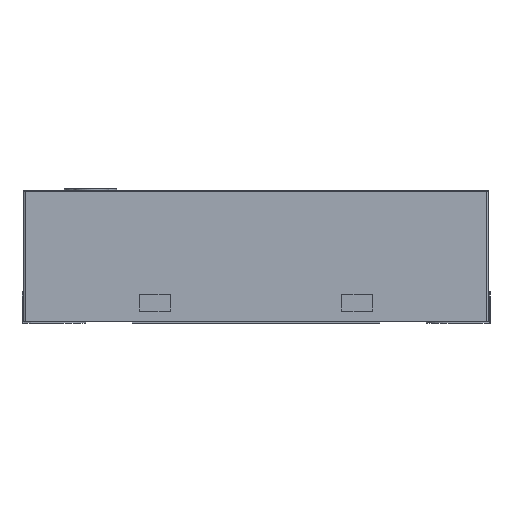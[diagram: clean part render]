
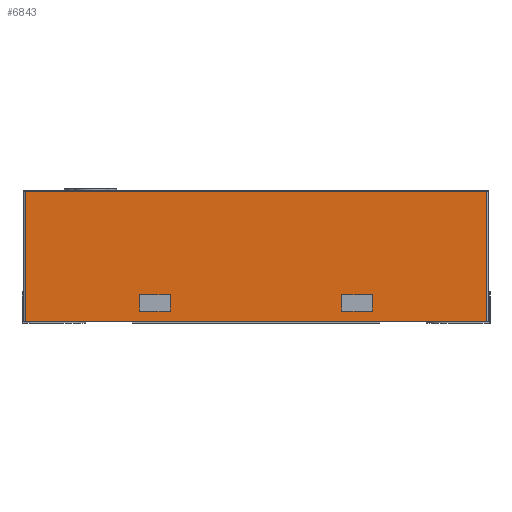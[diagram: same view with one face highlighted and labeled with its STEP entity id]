
A CAD part, left-side view. The second image highlights one B-rep face of the part: STEP entity #6843.
In plain terms, the highlighted planar face has unit normal (-1, 0, 0).
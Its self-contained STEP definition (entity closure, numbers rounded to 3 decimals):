
#448 = ORIENTED_EDGE ( 'NONE', *, *, #3052, .T. ) ;
#506 = CARTESIAN_POINT ( 'NONE',  ( -2.25, 0.751, 0.07 ) ) ;
#769 = EDGE_CURVE ( 'NONE', #13347, #13728, #3796, .T. ) ;
#825 = VECTOR ( 'NONE', #12690, 1000. ) ;
#887 = EDGE_LOOP ( 'NONE', ( #10844, #1331, #448, #13171 ) ) ;
#1061 = VERTEX_POINT ( 'NONE', #12423 ) ;
#1331 = ORIENTED_EDGE ( 'NONE', *, *, #12630, .T. ) ;
#1404 = DIRECTION ( 'NONE',  ( 0., 1., 0. ) ) ;
#2116 = CARTESIAN_POINT ( 'NONE',  ( -2.25, 1.49, 0.85 ) ) ;
#2163 = VERTEX_POINT ( 'NONE', #11252 ) ;
#2365 = VERTEX_POINT ( 'NONE', #22773 ) ;
#2578 = CARTESIAN_POINT ( 'NONE',  ( -2.25, 0.553, 0.07 ) ) ;
#2761 = ORIENTED_EDGE ( 'NONE', *, *, #21046, .T. ) ;
#3052 = EDGE_CURVE ( 'NONE', #2365, #2163, #21969, .T. ) ;
#3400 = EDGE_CURVE ( 'NONE', #13728, #20094, #11154, .T. ) ;
#3460 = EDGE_CURVE ( 'NONE', #7703, #8875, #16625, .T. ) ;
#3786 = ORIENTED_EDGE ( 'NONE', *, *, #16288, .T. ) ;
#3796 = LINE ( 'NONE', #17822, #825 ) ;
#4674 = CARTESIAN_POINT ( 'NONE',  ( -2.25, 1.5, 0.85 ) ) ;
#5312 = DIRECTION ( 'NONE',  ( 0., -1., 0. ) ) ;
#6070 = FACE_BOUND ( 'NONE', #11623, .T. ) ;
#6255 = LINE ( 'NONE', #20413, #18608 ) ;
#6273 = AXIS2_PLACEMENT_3D ( 'NONE', #4674, #11735, #18831 ) ;
#6428 = EDGE_CURVE ( 'NONE', #8875, #15764, #14000, .T. ) ;
#6594 = ORIENTED_EDGE ( 'NONE', *, *, #3400, .T. ) ;
#6607 = VECTOR ( 'NONE', #7469, 1000. ) ;
#6843 = ADVANCED_FACE ( 'NONE', ( #11622, #6070, #9651 ), #9896, .F. ) ;
#6872 = VECTOR ( 'NONE', #9090, 1000. ) ;
#6902 = CARTESIAN_POINT ( 'NONE',  ( -2.25, -0.751, 0.175 ) ) ;
#7350 = LINE ( 'NONE', #7805, #6607 ) ;
#7469 = DIRECTION ( 'NONE',  ( 0., -1., 0. ) ) ;
#7703 = VERTEX_POINT ( 'NONE', #506 ) ;
#7805 = CARTESIAN_POINT ( 'NONE',  ( -2.25, -0.751, 0.175 ) ) ;
#7883 = DIRECTION ( 'NONE',  ( 0., 0., -1. ) ) ;
#8082 = LINE ( 'NONE', #15150, #12533 ) ;
#8242 = EDGE_CURVE ( 'NONE', #2163, #1061, #19624, .T. ) ;
#8458 = CARTESIAN_POINT ( 'NONE',  ( -2.25, 0.751, 0.175 ) ) ;
#8510 = ORIENTED_EDGE ( 'NONE', *, *, #19595, .T. ) ;
#8716 = LINE ( 'NONE', #14178, #14627 ) ;
#8755 = EDGE_CURVE ( 'NONE', #15764, #14901, #22227, .T. ) ;
#8875 = VERTEX_POINT ( 'NONE', #8458 ) ;
#9029 = LINE ( 'NONE', #2116, #15593 ) ;
#9090 = DIRECTION ( 'NONE',  ( 0., -1., 0. ) ) ;
#9651 = FACE_OUTER_BOUND ( 'NONE', #887, .T. ) ;
#9896 = PLANE ( 'NONE',  #6273 ) ;
#10115 = VECTOR ( 'NONE', #7883, 1000. ) ;
#10241 = VECTOR ( 'NONE', #18374, 1000. ) ;
#10301 = VERTEX_POINT ( 'NONE', #21588 ) ;
#10844 = ORIENTED_EDGE ( 'NONE', *, *, #11371, .T. ) ;
#11154 = LINE ( 'NONE', #20098, #10241 ) ;
#11252 = CARTESIAN_POINT ( 'NONE',  ( -2.25, -1.49, 0. ) ) ;
#11371 = EDGE_CURVE ( 'NONE', #1061, #10301, #6255, .T. ) ;
#11622 = FACE_BOUND ( 'NONE', #12844, .T. ) ;
#11623 = EDGE_LOOP ( 'NONE', ( #16293, #18302, #21719, #3786 ) ) ;
#11730 = DIRECTION ( 'NONE',  ( 0., 0., 1. ) ) ;
#11735 = DIRECTION ( 'NONE',  ( 1., 0., 0. ) ) ;
#12423 = CARTESIAN_POINT ( 'NONE',  ( -2.25, -1.49, 0.84 ) ) ;
#12533 = VECTOR ( 'NONE', #1404, 1000. ) ;
#12630 = EDGE_CURVE ( 'NONE', #10301, #2365, #9029, .T. ) ;
#12690 = DIRECTION ( 'NONE',  ( 0., 1., 0. ) ) ;
#12692 = CARTESIAN_POINT ( 'NONE',  ( -2.25, 1.5, 0. ) ) ;
#12844 = EDGE_LOOP ( 'NONE', ( #8510, #20960, #6594, #2761 ) ) ;
#13171 = ORIENTED_EDGE ( 'NONE', *, *, #8242, .T. ) ;
#13347 = VERTEX_POINT ( 'NONE', #13566 ) ;
#13566 = CARTESIAN_POINT ( 'NONE',  ( -2.25, -0.751, 0.07 ) ) ;
#13728 = VERTEX_POINT ( 'NONE', #21083 ) ;
#14000 = LINE ( 'NONE', #21203, #20715 ) ;
#14052 = DIRECTION ( 'NONE',  ( 0., 0., -1. ) ) ;
#14168 = CARTESIAN_POINT ( 'NONE',  ( -2.25, -1.49, 0.85 ) ) ;
#14178 = CARTESIAN_POINT ( 'NONE',  ( -2.25, -0.751, 0.07 ) ) ;
#14627 = VECTOR ( 'NONE', #14052, 1000. ) ;
#14901 = VERTEX_POINT ( 'NONE', #20780 ) ;
#15150 = CARTESIAN_POINT ( 'NONE',  ( -2.25, 0.751, 0.07 ) ) ;
#15593 = VECTOR ( 'NONE', #21562, 1000. ) ;
#15624 = CARTESIAN_POINT ( 'NONE',  ( -2.25, -0.553, 0.175 ) ) ;
#15764 = VERTEX_POINT ( 'NONE', #19519 ) ;
#16288 = EDGE_CURVE ( 'NONE', #14901, #7703, #8082, .T. ) ;
#16293 = ORIENTED_EDGE ( 'NONE', *, *, #3460, .T. ) ;
#16625 = LINE ( 'NONE', #20669, #17669 ) ;
#16924 = DIRECTION ( 'NONE',  ( 0., 1., 0. ) ) ;
#17213 = VECTOR ( 'NONE', #21252, 1000. ) ;
#17669 = VECTOR ( 'NONE', #11730, 1000. ) ;
#17822 = CARTESIAN_POINT ( 'NONE',  ( -2.25, -0.751, 0.07 ) ) ;
#18302 = ORIENTED_EDGE ( 'NONE', *, *, #6428, .T. ) ;
#18374 = DIRECTION ( 'NONE',  ( 0., 0., 1. ) ) ;
#18405 = VERTEX_POINT ( 'NONE', #6902 ) ;
#18608 = VECTOR ( 'NONE', #16924, 1000. ) ;
#18831 = DIRECTION ( 'NONE',  ( 0., 0., -1. ) ) ;
#19519 = CARTESIAN_POINT ( 'NONE',  ( -2.25, 0.553, 0.175 ) ) ;
#19595 = EDGE_CURVE ( 'NONE', #18405, #13347, #8716, .T. ) ;
#19624 = LINE ( 'NONE', #14168, #17213 ) ;
#20094 = VERTEX_POINT ( 'NONE', #15624 ) ;
#20098 = CARTESIAN_POINT ( 'NONE',  ( -2.25, -0.553, 0.07 ) ) ;
#20413 = CARTESIAN_POINT ( 'NONE',  ( -2.25, 1.5, 0.84 ) ) ;
#20669 = CARTESIAN_POINT ( 'NONE',  ( -2.25, 0.751, 0.07 ) ) ;
#20715 = VECTOR ( 'NONE', #5312, 1000. ) ;
#20780 = CARTESIAN_POINT ( 'NONE',  ( -2.25, 0.553, 0.07 ) ) ;
#20960 = ORIENTED_EDGE ( 'NONE', *, *, #769, .T. ) ;
#21046 = EDGE_CURVE ( 'NONE', #20094, #18405, #7350, .T. ) ;
#21083 = CARTESIAN_POINT ( 'NONE',  ( -2.25, -0.553, 0.07 ) ) ;
#21203 = CARTESIAN_POINT ( 'NONE',  ( -2.25, 0.751, 0.175 ) ) ;
#21252 = DIRECTION ( 'NONE',  ( 0., 0., 1. ) ) ;
#21562 = DIRECTION ( 'NONE',  ( 0., 0., -1. ) ) ;
#21588 = CARTESIAN_POINT ( 'NONE',  ( -2.25, 1.49, 0.84 ) ) ;
#21719 = ORIENTED_EDGE ( 'NONE', *, *, #8755, .T. ) ;
#21969 = LINE ( 'NONE', #12692, #6872 ) ;
#22227 = LINE ( 'NONE', #2578, #10115 ) ;
#22773 = CARTESIAN_POINT ( 'NONE',  ( -2.25, 1.49, 0. ) ) ;
